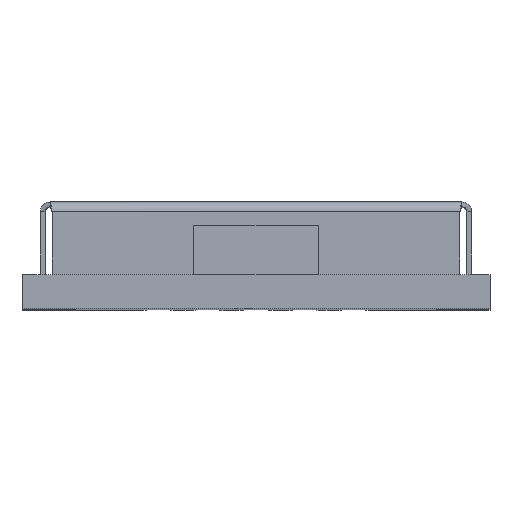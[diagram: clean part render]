
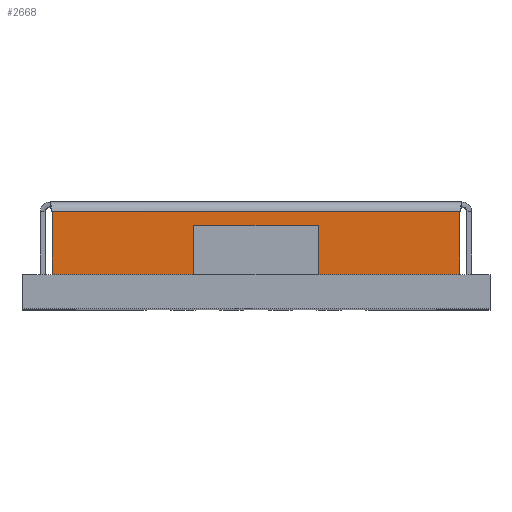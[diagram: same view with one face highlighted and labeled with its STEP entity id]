
A CAD part, top view. The second image highlights one B-rep face of the part: STEP entity #2668.
In plain terms, the highlighted planar face has unit normal (0, 0, 1).
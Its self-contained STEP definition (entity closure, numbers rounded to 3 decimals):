
#2007 = VERTEX_POINT('',#2008);
#2008 = CARTESIAN_POINT('',(4.184,2.,2.176));
#2094 = VERTEX_POINT('',#2095);
#2095 = CARTESIAN_POINT('',(-4.184,2.,2.176));
#2461 = VERTEX_POINT('',#2462);
#2462 = CARTESIAN_POINT('',(4.184,0.7,2.176));
#2468 = EDGE_CURVE('',#2461,#2469,#2471,.T.);
#2469 = VERTEX_POINT('',#2470);
#2470 = CARTESIAN_POINT('',(-4.184,0.7,2.176));
#2471 = LINE('',#2472,#2473);
#2472 = CARTESIAN_POINT('',(-4.425,0.7,2.176));
#2473 = VECTOR('',#2474,1.);
#2474 = DIRECTION('',(-1.,-0.,-0.));
#2492 = EDGE_CURVE('',#2094,#2469,#2493,.T.);
#2493 = LINE('',#2494,#2495);
#2494 = CARTESIAN_POINT('',(-4.184,2.1,2.176));
#2495 = VECTOR('',#2496,1.);
#2496 = DIRECTION('',(0.,-1.,-0.));
#2509 = EDGE_CURVE('',#2007,#2461,#2510,.T.);
#2510 = LINE('',#2511,#2512);
#2511 = CARTESIAN_POINT('',(4.184,2.1,2.176));
#2512 = VECTOR('',#2513,1.);
#2513 = DIRECTION('',(0.,-1.,-0.));
#2668 = ADVANCED_FACE('',(#2669),#2680,.T.);
#2669 = FACE_BOUND('',#2670,.T.);
#2670 = EDGE_LOOP('',(#2671,#2672,#2678,#2679));
#2671 = ORIENTED_EDGE('',*,*,#2509,.F.);
#2672 = ORIENTED_EDGE('',*,*,#2673,.T.);
#2673 = EDGE_CURVE('',#2007,#2094,#2674,.T.);
#2674 = LINE('',#2675,#2676);
#2675 = CARTESIAN_POINT('',(0.,2.,2.176));
#2676 = VECTOR('',#2677,1.);
#2677 = DIRECTION('',(-1.,-0.,-0.));
#2678 = ORIENTED_EDGE('',*,*,#2492,.T.);
#2679 = ORIENTED_EDGE('',*,*,#2468,.F.);
#2680 = PLANE('',#2681);
#2681 = AXIS2_PLACEMENT_3D('',#2682,#2683,#2684);
#2682 = CARTESIAN_POINT('',(0.,0.,2.176));
#2683 = DIRECTION('',(-0.,0.,1.));
#2684 = DIRECTION('',(0.,-1.,0.));
